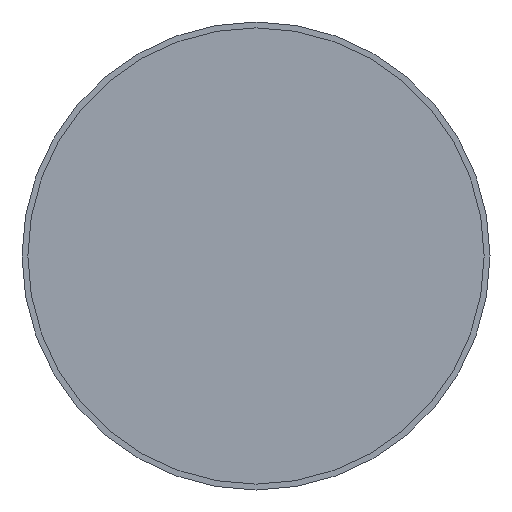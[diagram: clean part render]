
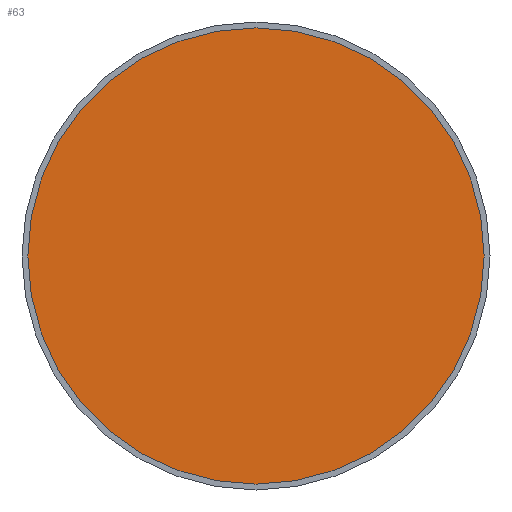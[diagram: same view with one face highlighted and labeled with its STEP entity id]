
A CAD part, front view. The second image highlights one B-rep face of the part: STEP entity #63.
In plain terms, the highlighted planar face has unit normal (0, -1, 0).
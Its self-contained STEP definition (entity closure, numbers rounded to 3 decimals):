
#16=PLANE('',#84);
#20=FACE_OUTER_BOUND('',#25,.T.);
#25=EDGE_LOOP('',(#52));
#35=CIRCLE('',#83,39.);
#39=VERTEX_POINT('',#116);
#44=EDGE_CURVE('',#39,#39,#35,.T.);
#52=ORIENTED_EDGE('',*,*,#44,.F.);
#63=ADVANCED_FACE('',(#20),#16,.F.);
#83=AXIS2_PLACEMENT_3D('',#118,#97,#98);
#84=AXIS2_PLACEMENT_3D('',#119,#99,#100);
#97=DIRECTION('center_axis',(0.,1.,0.));
#98=DIRECTION('ref_axis',(1.,0.,0.));
#99=DIRECTION('center_axis',(0.,1.,0.));
#100=DIRECTION('ref_axis',(1.,0.,0.));
#116=CARTESIAN_POINT('',(-39.,24.,0.));
#118=CARTESIAN_POINT('Origin',(0.,24.,0.));
#119=CARTESIAN_POINT('Origin',(0.,24.,0.));
